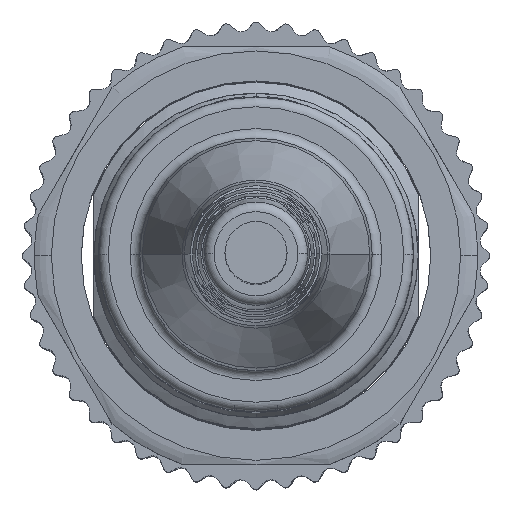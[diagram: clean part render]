
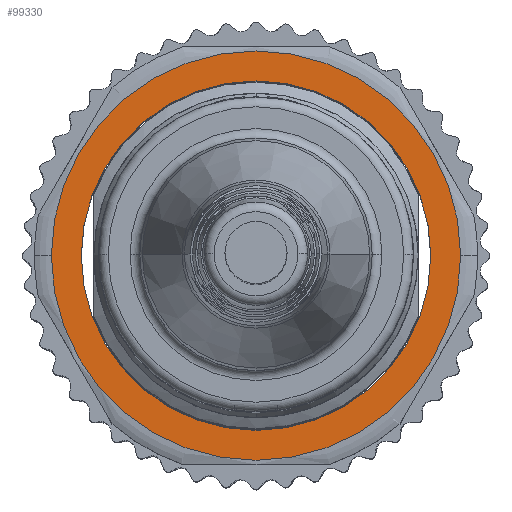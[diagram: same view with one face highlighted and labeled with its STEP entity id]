
A CAD part, top view. The second image highlights one B-rep face of the part: STEP entity #99330.
In plain terms, the highlighted face is planar.
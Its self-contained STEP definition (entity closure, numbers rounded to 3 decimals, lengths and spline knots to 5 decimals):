
#95923=CARTESIAN_POINT('',(0.,0.32,0.));
#95924=DIRECTION('',(0.,-1.,0.));
#95925=DIRECTION('',(1.,0.,0.));
#95926=AXIS2_PLACEMENT_3D('',#95923,#95924,#95925);
#95928=CARTESIAN_POINT('',(0.,0.32,0.));
#95929=DIRECTION('',(0.,-1.,0.));
#95930=DIRECTION('',(-1.,0.,0.));
#95931=AXIS2_PLACEMENT_3D('',#95928,#95929,#95930);
#95933=CARTESIAN_POINT('',(0.,0.32,0.));
#95934=DIRECTION('',(0.,1.,0.));
#95935=DIRECTION('',(1.,0.,0.));
#95936=AXIS2_PLACEMENT_3D('',#95933,#95934,#95935);
#95938=CARTESIAN_POINT('',(0.,0.32,0.));
#95939=DIRECTION('',(0.,1.,0.));
#95940=DIRECTION('',(-1.,0.,0.));
#95941=AXIS2_PLACEMENT_3D('',#95938,#95939,#95940);
#98061=CARTESIAN_POINT('',(0.355,0.32,0.));
#98062=CARTESIAN_POINT('',(-0.355,0.32,0.));
#98063=VERTEX_POINT('',#98061);
#98064=VERTEX_POINT('',#98062);
#98113=CARTESIAN_POINT('',(0.41584,0.32,0.));
#98114=CARTESIAN_POINT('',(-0.41584,0.32,0.));
#98115=VERTEX_POINT('',#98113);
#98116=VERTEX_POINT('',#98114);
#99315=CARTESIAN_POINT('',(0.,0.32,0.));
#99316=DIRECTION('',(0.,1.,0.));
#99317=DIRECTION('',(1.,0.,0.));
#99318=AXIS2_PLACEMENT_3D('',#99315,#99316,#99317);
#99319=PLANE('',#99318);
#99321=ORIENTED_EDGE('',*,*,#99320,.F.);
#99323=ORIENTED_EDGE('',*,*,#99322,.F.);
#99324=EDGE_LOOP('',(#99321,#99323));
#99325=FACE_OUTER_BOUND('',#99324,.F.);
#99326=ORIENTED_EDGE('',*,*,#99295,.F.);
#99327=ORIENTED_EDGE('',*,*,#99309,.F.);
#99328=EDGE_LOOP('',(#99326,#99327));
#99329=FACE_BOUND('',#99328,.F.);
#95927=CIRCLE('',#95926,0.355);
#95932=CIRCLE('',#95931,0.355);
#95937=CIRCLE('',#95936,0.41584);
#95942=CIRCLE('',#95941,0.41584);
#99295=EDGE_CURVE('',#98063,#98064,#95927,.T.);
#99309=EDGE_CURVE('',#98064,#98063,#95932,.T.);
#99320=EDGE_CURVE('',#98115,#98116,#95937,.T.);
#99322=EDGE_CURVE('',#98116,#98115,#95942,.T.);
#99330=ADVANCED_FACE('',(#99325,#99329),#99319,.T.);
